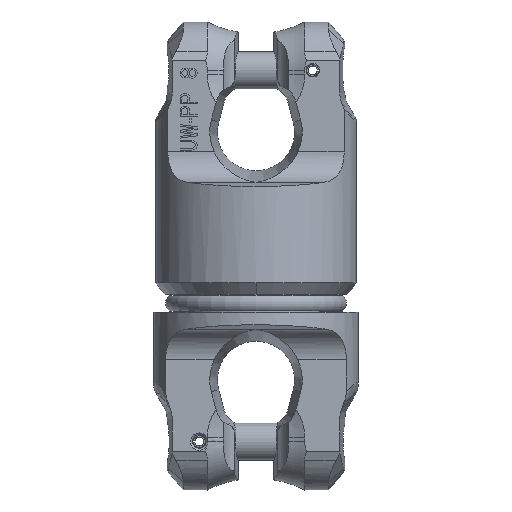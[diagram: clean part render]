
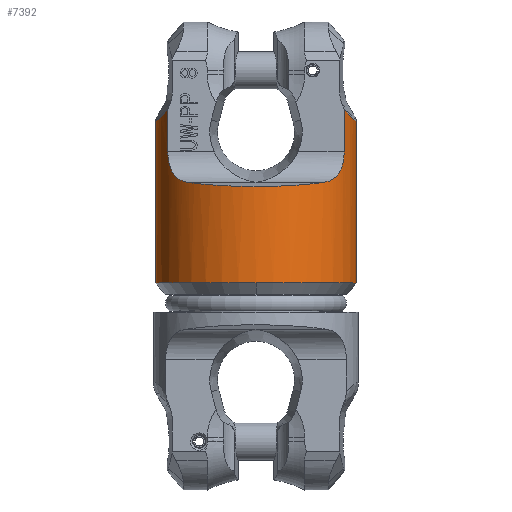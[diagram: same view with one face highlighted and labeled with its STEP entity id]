
A CAD part, top view. The second image highlights one B-rep face of the part: STEP entity #7392.
In plain terms, the highlighted cylindrical face has radius 26 mm (diameter 52 mm), a partial arc.
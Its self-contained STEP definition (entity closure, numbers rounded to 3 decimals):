
#777=DIRECTION('',(0.,0.,1.));
#778=VECTOR('',#777,11.044);
#779=CARTESIAN_POINT('',(-12.5,-22.798,-50.397));
#780=LINE('',#779,#778);
#2078=DIRECTION('',(0.,0.,-1.));
#2079=VECTOR('',#2078,42.232);
#2080=CARTESIAN_POINT('',(0.,-26.,-5.479));
#2081=LINE('',#2080,#2079);
#2082=CARTESIAN_POINT('',(0.,-26.,
-47.711));
#2083=CARTESIAN_POINT('',(-0.53,-26.,
-47.607));
#2084=CARTESIAN_POINT('',(-1.595,-25.968,
-47.449));
#2085=CARTESIAN_POINT('',(-3.212,-25.818,
-47.374));
#2086=CARTESIAN_POINT('',(-4.815,-25.567,
-47.465));
#2087=CARTESIAN_POINT('',(-6.378,-25.222,
-47.717));
#2088=CARTESIAN_POINT('',(-7.879,-24.794,
-48.115));
#2089=CARTESIAN_POINT('',(-9.32,-24.288,
-48.644));
#2090=CARTESIAN_POINT('',(-10.702,-23.711,
-49.293));
#2091=CARTESIAN_POINT('',(-11.59,-23.279,
-49.802));
#2092=CARTESIAN_POINT('',(-12.025,-23.052,
-50.075));
#2142=DIRECTION('',(0.,0.,-1.));
#2143=VECTOR('',#2142,42.232);
#2144=CARTESIAN_POINT('',(0.,26.,-5.479));
#2145=LINE('',#2144,#2143);
#2151=CARTESIAN_POINT('',(0.,0.,-5.479));
#2152=DIRECTION('',(0.,0.,1.));
#2153=DIRECTION('',(-1.,0.,0.));
#2154=AXIS2_PLACEMENT_3D('',#2151,#2152,#2153);
#2169=CARTESIAN_POINT('',(0.,0.,-5.479));
#2170=DIRECTION('',(0.,0.,1.));
#2171=DIRECTION('',(0.,1.,0.));
#2172=AXIS2_PLACEMENT_3D('',#2169,#2170,#2171);
#2211=CARTESIAN_POINT('',(-12.025,23.052,
-50.075));
#2212=CARTESIAN_POINT('',(-11.585,23.282,
-49.799));
#2213=CARTESIAN_POINT('',(-10.687,23.718,
-49.285));
#2214=CARTESIAN_POINT('',(-9.289,24.3,
-48.631));
#2215=CARTESIAN_POINT('',(-7.835,24.808,
-48.101));
#2216=CARTESIAN_POINT('',(-6.328,25.235,
-47.707));
#2217=CARTESIAN_POINT('',(-4.773,25.575,
-47.461));
#2218=CARTESIAN_POINT('',(-3.186,25.821,
-47.374));
#2219=CARTESIAN_POINT('',(-1.587,25.968,
-47.451));
#2220=CARTESIAN_POINT('',(-0.528,26.,
-47.607));
#2221=CARTESIAN_POINT('',(0.,26.,
-47.711));
#2244=CARTESIAN_POINT('',(-12.5,22.798,-50.397));
#2245=CARTESIAN_POINT('',(-12.425,22.839,
-50.342));
#2246=CARTESIAN_POINT('',(-12.271,22.923,
-50.233));
#2247=CARTESIAN_POINT('',(-12.108,23.009,
-50.127));
#2248=CARTESIAN_POINT('',(-12.025,23.052,
-50.075));
#2272=DIRECTION('',(0.,0.,1.));
#2273=VECTOR('',#2272,11.044);
#2274=CARTESIAN_POINT('',(-12.5,22.798,-50.397));
#2275=LINE('',#2274,#2273);
#2840=CARTESIAN_POINT('',(-19.249,17.478,
-31.451));
#2841=CARTESIAN_POINT('',(-18.921,17.839,
-31.503));
#2842=CARTESIAN_POINT('',(-18.236,18.553,
-31.652));
#2843=CARTESIAN_POINT('',(-17.091,19.614,
-32.078));
#2844=CARTESIAN_POINT('',(-15.957,20.542,
-32.724));
#2845=CARTESIAN_POINT('',(-14.968,21.268,
-33.531));
#2846=CARTESIAN_POINT('',(-14.167,21.807,
-34.413));
#2847=CARTESIAN_POINT('',(-13.45,22.255,
-35.496));
#2848=CARTESIAN_POINT('',(-12.913,22.569,
-36.701));
#2849=CARTESIAN_POINT('',(-12.574,22.758,
-38.015));
#2850=CARTESIAN_POINT('',(-12.5,22.798,-38.907));
#2851=CARTESIAN_POINT('',(-12.5,22.798,-39.353));
#2869=CARTESIAN_POINT('',(-19.249,17.478,
-31.451));
#2870=CARTESIAN_POINT('',(-20.571,16.022,
-31.242));
#2871=CARTESIAN_POINT('',(-22.638,13.109,
-30.914));
#2872=CARTESIAN_POINT('',(-25.294,7.283,
-30.494));
#2873=CARTESIAN_POINT('',(-26.471,0.,
-30.307));
#2874=CARTESIAN_POINT('',(-25.294,-7.283,
-30.494));
#2875=CARTESIAN_POINT('',(-22.638,-13.109,
-30.914));
#2876=CARTESIAN_POINT('',(-20.571,-16.022,
-31.242));
#2877=CARTESIAN_POINT('',(-19.249,-17.478,
-31.451));
#2879=CARTESIAN_POINT('',(-12.5,-22.798,-39.353));
#2880=CARTESIAN_POINT('',(-12.5,-22.798,-38.909));
#2881=CARTESIAN_POINT('',(-12.573,-22.758,
-38.022));
#2882=CARTESIAN_POINT('',(-12.907,-22.572,
-36.72));
#2883=CARTESIAN_POINT('',(-13.435,-22.264,
-35.525));
#2884=CARTESIAN_POINT('',(-14.142,-21.823,
-34.445));
#2885=CARTESIAN_POINT('',(-14.937,-21.29,
-33.56));
#2886=CARTESIAN_POINT('',(-15.932,-20.562,
-32.741));
#2887=CARTESIAN_POINT('',(-17.075,-19.628,
-32.084));
#2888=CARTESIAN_POINT('',(-18.232,-18.558,
-31.653));
#2889=CARTESIAN_POINT('',(-18.92,-17.84,
-31.503));
#2890=CARTESIAN_POINT('',(-19.249,-17.478,
-31.451));
#3490=CARTESIAN_POINT('',(-12.025,-23.052,
-50.075));
#3491=CARTESIAN_POINT('',(-12.108,-23.009,
-50.127));
#3492=CARTESIAN_POINT('',(-12.271,-22.923,
-50.233));
#3493=CARTESIAN_POINT('',(-12.425,-22.839,
-50.342));
#3494=CARTESIAN_POINT('',(-12.5,-22.798,-50.397));
#4357=VERTEX_POINT('',#2082);
#4358=VERTEX_POINT('',#2092);
#4359=VERTEX_POINT('',#2211);
#4360=VERTEX_POINT('',#2221);
#4363=CARTESIAN_POINT('',(0.,-26.,-5.479));
#4365=VERTEX_POINT('',#4363);
#4367=CARTESIAN_POINT('',(-26.,0.,-5.479));
#4368=VERTEX_POINT('',#4367);
#4369=CARTESIAN_POINT('',(0.,26.,-5.479));
#4370=VERTEX_POINT('',#4369);
#4371=VERTEX_POINT('',#2869);
#4372=VERTEX_POINT('',#2877);
#4373=VERTEX_POINT('',#2879);
#4374=CARTESIAN_POINT('',(-12.5,-22.798,-50.397));
#4375=VERTEX_POINT('',#4374);
#4376=VERTEX_POINT('',#2851);
#4377=CARTESIAN_POINT('',(-12.5,22.798,-50.397));
#4378=VERTEX_POINT('',#4377);
#7360=CARTESIAN_POINT('',(0.,0.,-2.5));
#7361=DIRECTION('',(0.,0.,1.));
#7362=DIRECTION('',(0.,1.,0.));
#7363=AXIS2_PLACEMENT_3D('',#7360,#7361,#7362);
#7364=CYLINDRICAL_SURFACE('',#7363,26.);
#7366=ORIENTED_EDGE('',*,*,#7365,.T.);
#7368=ORIENTED_EDGE('',*,*,#7367,.T.);
#7369=ORIENTED_EDGE('',*,*,#4706,.T.);
#7371=ORIENTED_EDGE('',*,*,#7370,.T.);
#7373=ORIENTED_EDGE('',*,*,#7372,.F.);
#7375=ORIENTED_EDGE('',*,*,#7374,.T.);
#7377=ORIENTED_EDGE('',*,*,#7376,.F.);
#7379=ORIENTED_EDGE('',*,*,#7378,.T.);
#7381=ORIENTED_EDGE('',*,*,#7380,.T.);
#7383=ORIENTED_EDGE('',*,*,#7382,.F.);
#7385=ORIENTED_EDGE('',*,*,#7384,.T.);
#7387=ORIENTED_EDGE('',*,*,#7386,.T.);
#7389=ORIENTED_EDGE('',*,*,#7388,.T.);
#7390=EDGE_LOOP('',(#7366,#7368,#7369,#7371,#7373,#7375,#7377,#7379,#7381,#7383,
#7385,#7387,#7389));
#7391=FACE_OUTER_BOUND('',#7390,.F.);
#7392=ADVANCED_FACE('',(#7391),#7364,.T.);
#2093=B_SPLINE_CURVE_WITH_KNOTS('',3,(#2082,#2083,#2084,#2085,#2086,#2087,#2088,
#2089,#2090,#2091,#2092),.UNSPECIFIED.,.F.,.F.,(4,1,1,1,1,1,1,1,4),(0.,
0.125,0.25,0.375,0.5,0.625,0.75,0.875,1.),.UNSPECIFIED.);
#2155=CIRCLE('',#2154,26.);
#2173=CIRCLE('',#2172,26.);
#2222=B_SPLINE_CURVE_WITH_KNOTS('',3,(#2211,#2212,#2213,#2214,#2215,#2216,#2217,
#2218,#2219,#2220,#2221),.UNSPECIFIED.,.F.,.F.,(4,1,1,1,1,1,1,1,4),(0.,
0.125,0.25,0.375,0.5,0.625,0.75,0.875,1.),.UNSPECIFIED.);
#2249=B_SPLINE_CURVE_WITH_KNOTS('',3,(#2244,#2245,#2246,#2247,#2248),
.UNSPECIFIED.,.F.,.F.,(4,1,4),(0.,0.5,1.),.UNSPECIFIED.);
#2852=B_SPLINE_CURVE_WITH_KNOTS('',3,(#2840,#2841,#2842,#2843,#2844,#2845,#2846,
#2847,#2848,#2849,#2850,#2851),.UNSPECIFIED.,.F.,.F.,(4,1,1,1,1,1,1,1,1,4),
(0.,0.111,0.222,0.333,0.444,
0.556,0.667,0.778,0.889,1.),
.UNSPECIFIED.);
#2878=B_SPLINE_CURVE_WITH_KNOTS('',3,(#2869,#2870,#2871,#2872,#2873,#2874,#2875,
#2876,#2877),.UNSPECIFIED.,.F.,.F.,(4,1,1,1,1,1,4),(0.,0.125,0.25,0.5,
0.75,0.875,1.),.UNSPECIFIED.);
#2891=B_SPLINE_CURVE_WITH_KNOTS('',3,(#2879,#2880,#2881,#2882,#2883,#2884,#2885,
#2886,#2887,#2888,#2889,#2890),.UNSPECIFIED.,.F.,.F.,(4,1,1,1,1,1,1,1,1,4),
(0.,0.111,0.222,0.333,0.444,
0.556,0.667,0.778,0.889,1.),
.UNSPECIFIED.);
#3495=B_SPLINE_CURVE_WITH_KNOTS('',3,(#3490,#3491,#3492,#3493,#3494),
.UNSPECIFIED.,.F.,.F.,(4,1,4),(0.,0.5,1.),.UNSPECIFIED.);
#4706=EDGE_CURVE('',#4375,#4373,#780,.T.);
#7365=EDGE_CURVE('',#4357,#4358,#2093,.T.);
#7367=EDGE_CURVE('',#4358,#4375,#3495,.T.);
#7370=EDGE_CURVE('',#4373,#4372,#2891,.T.);
#7372=EDGE_CURVE('',#4371,#4372,#2878,.T.);
#7374=EDGE_CURVE('',#4371,#4376,#2852,.T.);
#7376=EDGE_CURVE('',#4378,#4376,#2275,.T.);
#7378=EDGE_CURVE('',#4378,#4359,#2249,.T.);
#7380=EDGE_CURVE('',#4359,#4360,#2222,.T.);
#7382=EDGE_CURVE('',#4370,#4360,#2145,.T.);
#7384=EDGE_CURVE('',#4370,#4368,#2173,.T.);
#7386=EDGE_CURVE('',#4368,#4365,#2155,.T.);
#7388=EDGE_CURVE('',#4365,#4357,#2081,.T.);
